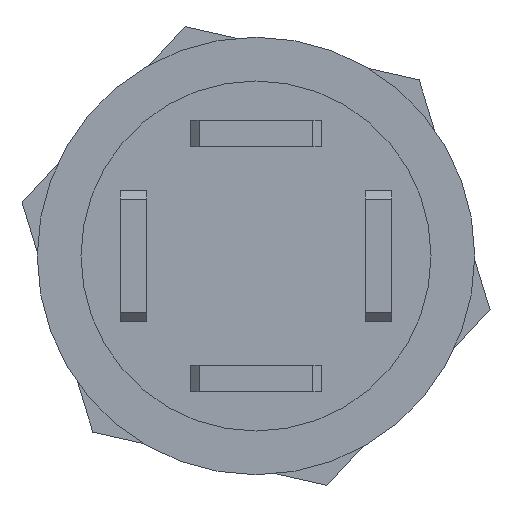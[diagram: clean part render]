
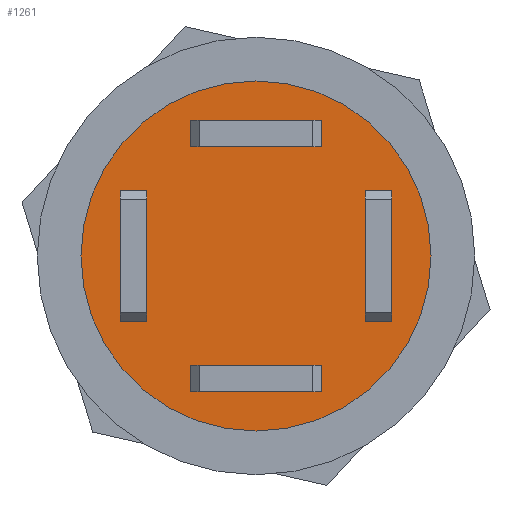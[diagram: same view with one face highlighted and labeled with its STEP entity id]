
A CAD part, front view. The second image highlights one B-rep face of the part: STEP entity #1261.
In plain terms, the highlighted planar face has unit normal (0, -1, 0).
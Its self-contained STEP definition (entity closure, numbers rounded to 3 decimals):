
#45=CIRCLE('',#1363,4.);
#195=FACE_OUTER_BOUND('',#271,.T.);
#271=EDGE_LOOP('',(#1095));
#604=VERTEX_POINT('',#3203);
#771=EDGE_CURVE('',#604,#604,#45,.T.);
#1095=ORIENTED_EDGE('',*,*,#771,.F.);
#1192=PLANE('',#1364);
#1261=ADVANCED_FACE('',(#195),#1192,.F.);
#1363=AXIS2_PLACEMENT_3D('',#3205,#1611,#1612);
#1364=AXIS2_PLACEMENT_3D('',#3206,#1613,#1614);
#1611=DIRECTION('center_axis',(0.,1.,0.));
#1612=DIRECTION('ref_axis',(1.,0.,0.));
#1613=DIRECTION('center_axis',(0.,1.,0.));
#1614=DIRECTION('ref_axis',(1.,0.,0.));
#3203=CARTESIAN_POINT('',(-4.,0.,0.));
#3205=CARTESIAN_POINT('Origin',(0.,0.,0.));
#3206=CARTESIAN_POINT('Origin',(0.,0.,0.));
